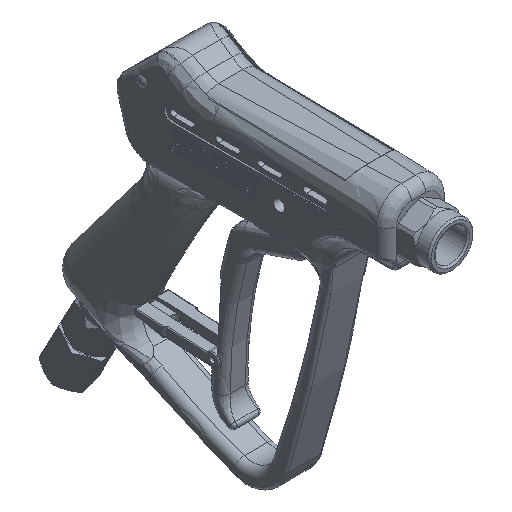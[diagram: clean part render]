
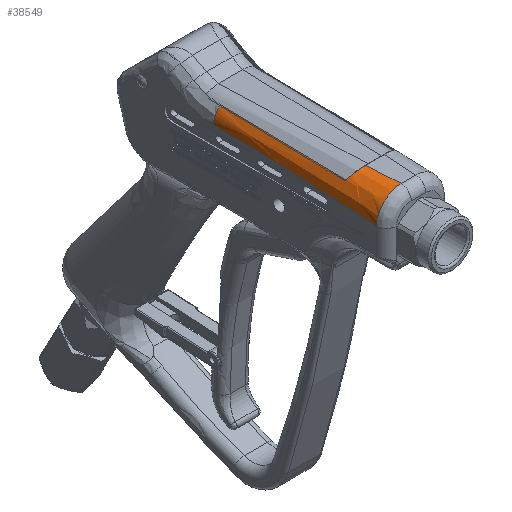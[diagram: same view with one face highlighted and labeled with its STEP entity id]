
A CAD part, isometric view. The second image highlights one B-rep face of the part: STEP entity #38549.
In plain terms, the highlighted free-form (B-spline) face has degree [2, 3] with [3, 4] control points.
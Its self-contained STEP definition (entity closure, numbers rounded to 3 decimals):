
#577=(
BOUNDED_CURVE()
B_SPLINE_CURVE(3,(#58949,#58950,#58951,#58952,#58953,#58954,#58955),
 .UNSPECIFIED.,.F.,.F.)
B_SPLINE_CURVE_WITH_KNOTS((4,3,4),(0.,0.667,1.),
 .PIECEWISE_BEZIER_KNOTS.)
CURVE()
GEOMETRIC_REPRESENTATION_ITEM()
RATIONAL_B_SPLINE_CURVE((1.,1.,1.,1.,1.,1.,1.))
REPRESENTATION_ITEM('')
);
#583=(
BOUNDED_CURVE()
B_SPLINE_CURVE(3,(#59358,#59359,#59360,#59361,#59362,#59363,#59364),
 .UNSPECIFIED.,.F.,.F.)
B_SPLINE_CURVE_WITH_KNOTS((4,3,4),(0.,0.667,1.),
 .PIECEWISE_BEZIER_KNOTS.)
CURVE()
GEOMETRIC_REPRESENTATION_ITEM()
RATIONAL_B_SPLINE_CURVE((1.,1.,1.,1.,1.,1.,1.))
REPRESENTATION_ITEM('')
);
#655=(
BOUNDED_SURFACE()
B_SPLINE_SURFACE(2,3,((#59464,#59465,#59466,#59467),(#59468,#59469,#59470,
#59471),(#59472,#59473,#59474,#59475)),.UNSPECIFIED.,.F.,.F.,.F.)
B_SPLINE_SURFACE_WITH_KNOTS((3,3),(4,4),(0.,1.),(0.684,1.),
 .PIECEWISE_BEZIER_KNOTS.)
GEOMETRIC_REPRESENTATION_ITEM()
RATIONAL_B_SPLINE_SURFACE(((1.,1.,1.,1.),(0.707,0.707,
0.707,0.707),(1.,1.,1.,1.)))
REPRESENTATION_ITEM('')
SURFACE()
);
#10027=B_SPLINE_CURVE_WITH_KNOTS('',3,(#59162,#59163,#59164,#59165,#59166,
#59167),.UNSPECIFIED.,.F.,.F.,(4,1,1,4),(0.,0.003,
0.005,0.011),.UNSPECIFIED.);
#10039=B_SPLINE_CURVE_WITH_KNOTS('',3,(#59287,#59288,#59289,#59290),
 .UNSPECIFIED.,.F.,.F.,(4,4),(0.,0.075),.UNSPECIFIED.);
#10052=B_SPLINE_CURVE_WITH_KNOTS('',3,(#59476,#59477,#59478,#59479,#59480),
 .UNSPECIFIED.,.F.,.F.,(4,1,4),(0.442,0.721,1.),
 .UNSPECIFIED.);
#10053=B_SPLINE_CURVE_WITH_KNOTS('',3,(#59481,#59482,#59483,#59484,#59485,
#59486,#59487,#59488,#59489),.UNSPECIFIED.,.F.,.F.,(4,1,1,1,1,1,4),(0.,
0.006,0.009,0.011,0.017,
0.02,0.023),.UNSPECIFIED.);
#13789=ORIENTED_EDGE('',*,*,#24359,.F.);
#13790=ORIENTED_EDGE('',*,*,#24300,.T.);
#13791=ORIENTED_EDGE('',*,*,#24343,.F.);
#13792=ORIENTED_EDGE('',*,*,#24369,.F.);
#13793=ORIENTED_EDGE('',*,*,#24232,.F.);
#13794=ORIENTED_EDGE('',*,*,#24370,.T.);
#24232=EDGE_CURVE('',#29658,#29659,#577,.T.);
#24300=EDGE_CURVE('',#29706,#29705,#10027,.T.);
#24343=EDGE_CURVE('',#29739,#29705,#10039,.T.);
#24359=EDGE_CURVE('',#29706,#29749,#583,.F.);
#24369=EDGE_CURVE('',#29659,#29739,#10052,.F.);
#24370=EDGE_CURVE('',#29658,#29749,#10053,.T.);
#29658=VERTEX_POINT('',#58948);
#29659=VERTEX_POINT('',#58956);
#29705=VERTEX_POINT('',#59161);
#29706=VERTEX_POINT('',#59168);
#29739=VERTEX_POINT('',#59286);
#29749=VERTEX_POINT('',#59349);
#33166=EDGE_LOOP('',(#13789,#13790,#13791,#13792,#13793,#13794));
#35833=FACE_BOUND('',#33166,.T.);
#38549=ADVANCED_FACE('',(#35833),#655,.T.);
#58948=CARTESIAN_POINT('',(72.423,-19.,6.852));
#58949=CARTESIAN_POINT('',(284.416,-19.,-5.582));
#58950=CARTESIAN_POINT('',(215.752,-19.,-1.555));
#58951=CARTESIAN_POINT('',(147.087,-19.,2.473));
#58952=CARTESIAN_POINT('',(78.423,-19.,6.5));
#58953=CARTESIAN_POINT('',(44.091,-19.,8.514));
#58954=CARTESIAN_POINT('',(9.758,-19.,10.527));
#58955=CARTESIAN_POINT('',(-24.574,-19.,10.527));
#58956=CARTESIAN_POINT('',(-24.574,-19.,10.527));
#59161=CARTESIAN_POINT('',(50.205,-15.,17.658));
#59162=CARTESIAN_POINT('',(52.423,-5.493,21.5));
#59163=CARTESIAN_POINT('',(52.423,-6.401,21.5));
#59164=CARTESIAN_POINT('',(52.319,-8.179,21.321));
#59165=CARTESIAN_POINT('',(51.715,-11.614,20.274));
#59166=CARTESIAN_POINT('',(50.88,-13.789,18.827));
#59167=CARTESIAN_POINT('',(50.205,-15.,17.658));
#59168=CARTESIAN_POINT('',(52.423,-5.493,21.5));
#59286=CARTESIAN_POINT('',(-24.574,-15.,19.));
#59287=CARTESIAN_POINT('',(-24.574,-15.,19.));
#59288=CARTESIAN_POINT('',(0.358,-15.,19.));
#59289=CARTESIAN_POINT('',(25.286,-15.,18.443));
#59290=CARTESIAN_POINT('',(50.205,-15.,17.658));
#59349=CARTESIAN_POINT('',(72.423,-4.352,21.5));
#59358=CARTESIAN_POINT('',(284.416,8.082,21.5));
#59359=CARTESIAN_POINT('',(215.752,4.055,21.5));
#59360=CARTESIAN_POINT('',(147.087,0.027,21.5));
#59361=CARTESIAN_POINT('',(78.423,-4.,21.5));
#59362=CARTESIAN_POINT('',(44.091,-6.014,21.5));
#59363=CARTESIAN_POINT('',(9.758,-8.027,21.5));
#59364=CARTESIAN_POINT('',(-24.574,-8.027,21.5));
#59464=CARTESIAN_POINT('',(73.154,-19.,6.809));
#59465=CARTESIAN_POINT('',(40.578,-19.,8.714));
#59466=CARTESIAN_POINT('',(8.002,-19.,10.527));
#59467=CARTESIAN_POINT('',(-24.574,-19.,10.527));
#59468=CARTESIAN_POINT('',(73.154,-19.,21.5));
#59469=CARTESIAN_POINT('',(40.578,-19.,21.5));
#59470=CARTESIAN_POINT('',(8.002,-19.,21.5));
#59471=CARTESIAN_POINT('',(-24.574,-19.,21.5));
#59472=CARTESIAN_POINT('',(73.154,-4.309,21.5));
#59473=CARTESIAN_POINT('',(40.578,-6.214,21.5));
#59474=CARTESIAN_POINT('',(8.002,-8.027,21.5));
#59475=CARTESIAN_POINT('',(-24.574,-8.027,21.5));
#59476=CARTESIAN_POINT('',(-24.574,-15.,19.));
#59477=CARTESIAN_POINT('',(-24.574,-16.304,17.927));
#59478=CARTESIAN_POINT('',(-24.574,-18.408,15.126));
#59479=CARTESIAN_POINT('',(-24.574,-19.,11.972));
#59480=CARTESIAN_POINT('',(-24.574,-19.,10.527));
#59481=CARTESIAN_POINT('',(72.423,-19.,6.852));
#59482=CARTESIAN_POINT('',(72.469,-19.,8.758));
#59483=CARTESIAN_POINT('',(72.524,-18.421,11.653));
#59484=CARTESIAN_POINT('',(72.562,-16.616,15.026));
#59485=CARTESIAN_POINT('',(72.575,-14.163,18.022));
#59486=CARTESIAN_POINT('',(72.549,-10.923,20.184));
#59487=CARTESIAN_POINT('',(72.488,-7.246,21.308));
#59488=CARTESIAN_POINT('',(72.446,-5.305,21.5));
#59489=CARTESIAN_POINT('',(72.423,-4.352,21.5));
